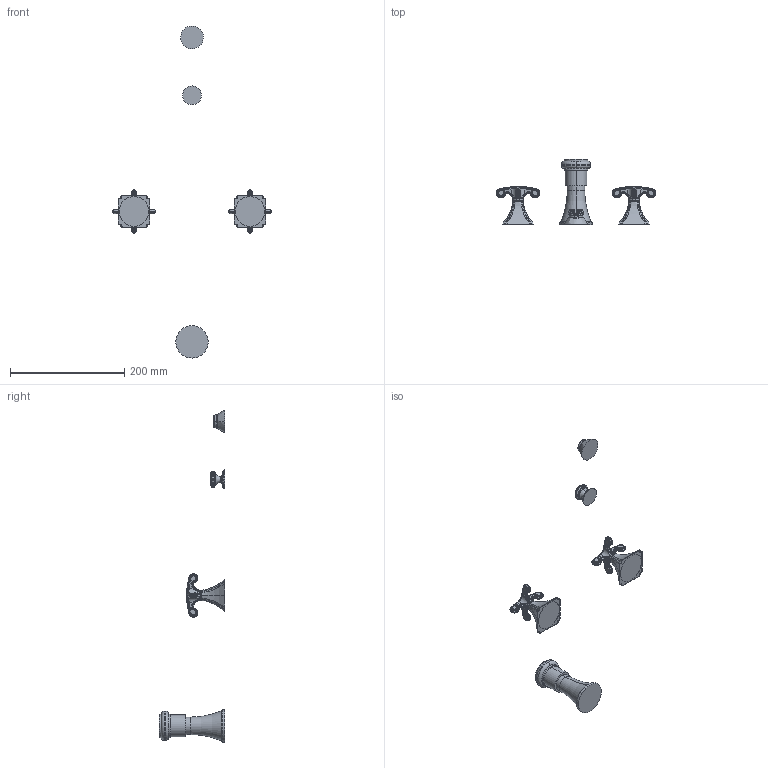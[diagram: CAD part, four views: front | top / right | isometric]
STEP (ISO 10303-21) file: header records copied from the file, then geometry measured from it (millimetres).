
FILE_DESCRIPTION((''),'2;1');
FILE_NAME('2529','2021-01-29T12:59:33',('jinson.thomas'),(''),'CREO PARAMETRIC BY PTC INC, 2018400','CREO PARAMETRIC BY PTC INC, 2018400','');
FILE_SCHEMA(('CONFIG_CONTROL_DESIGN'));
Products named in the file (1): 2529
Bounding box: 279.4 x 115.57 x 581.76 mm (x, y, z)
Volume: 293968.3 mm3; surface area: 58376.8 mm2
Topology: 5 solids, 5 shells, 753 faces, 1694 edges, 954 vertices
Faces by surface type: bspline 476, cylinder 110, plane 67, torus 64, sphere 26, cone 10
Entity records: 47779 total; most frequent: CARTESIAN_POINT 34412, ORIENTED_EDGE 3356, DIRECTION 1954, EDGE_CURVE 1678, VERTEX_POINT 954, B_SPLINE_CURVE_WITH_KNOTS 882, AXIS2_PLACEMENT_3D 881, EDGE_LOOP 772
